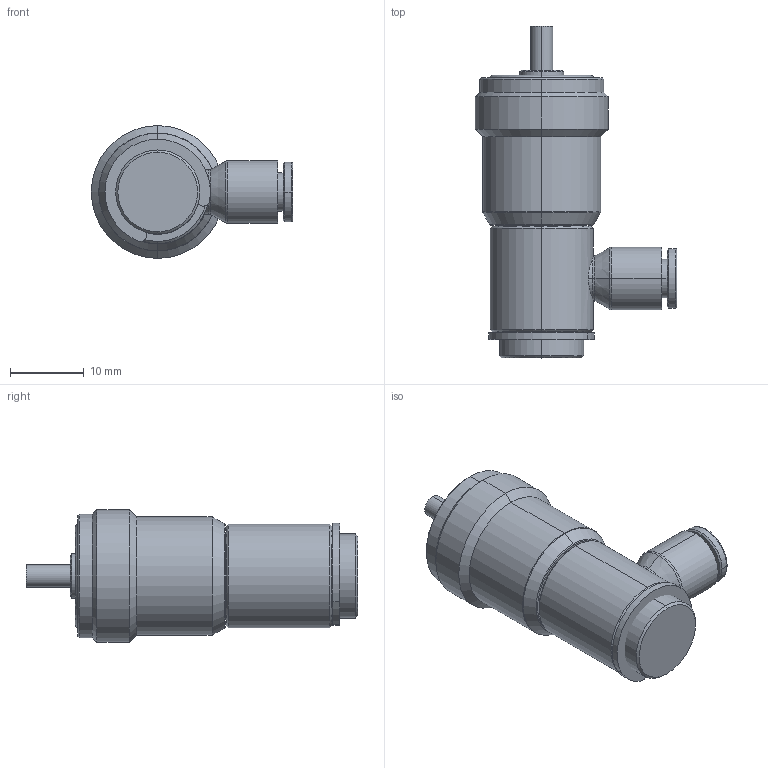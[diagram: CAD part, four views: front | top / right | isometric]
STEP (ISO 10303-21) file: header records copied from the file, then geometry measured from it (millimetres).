
FILE_DESCRIPTION (( 'STEP AP203' ), '1' );
FILE_NAME ('PT183803.stp', '2012-09-05T18:35:48', ( 'Jordi' ), ( '' ), 'SwSTEP 2.0', 'SolidWorks 2011', '' );
FILE_SCHEMA (( 'CONFIG_CONTROL_DESIGN' ));
Length unit declared in the file: millimetre
Products named in the file (7): PT183803; Junta Viton 12x1; Lock Washer for Shafts_din_Lock washer DIN 6799 - 7; 3538_04_10 codo; tapa piston; embolo piston-v1; Cuerpo Piston VV2-v1
Assembly tree (6 placements, depth 2):
  PT183803
    Cuerpo Piston VV2-v1
    embolo piston-v1
    tapa piston
    Junta Viton 12x1
    3538_04_10 codo
    Lock Washer for Shafts_din_Lock washer DIN 6799 - 7
Bounding box: 27.31 x 45 x 18 mm (x, y, z)
Volume: 6796.9 mm3; surface area: 6369.8 mm2
Topology: 6 solids, 6 shells, 145 faces, 326 edges, 198 vertices
Faces by surface type: cylinder 63, cone 39, plane 27, torus 16
Entity records: 5041 total; most frequent: CARTESIAN_POINT 937, DIRECTION 800, ORIENTED_EDGE 648, AXIS2_PLACEMENT_3D 341, EDGE_CURVE 324, VERTEX_POINT 198, CIRCLE 187, EDGE_LOOP 164
